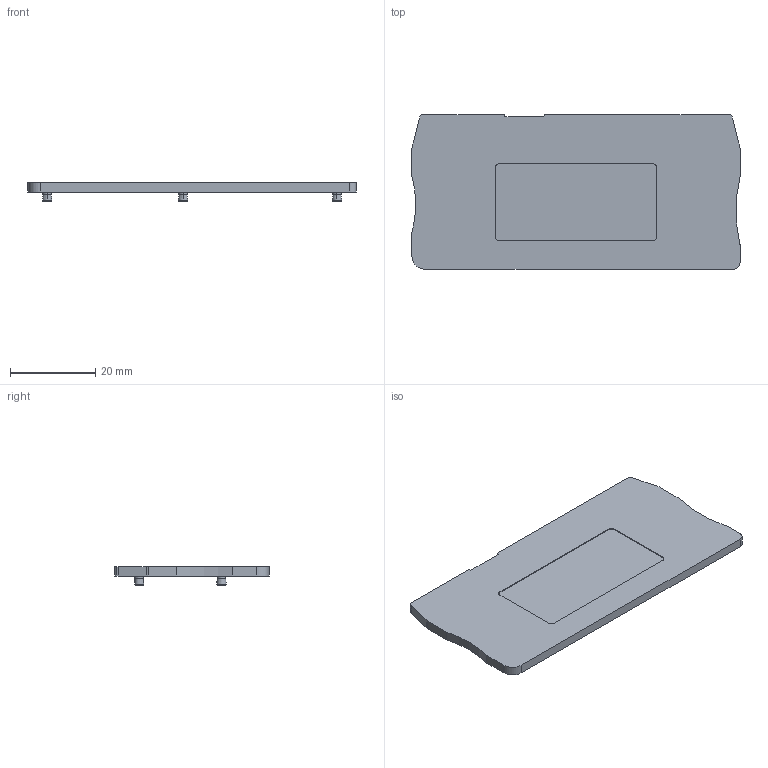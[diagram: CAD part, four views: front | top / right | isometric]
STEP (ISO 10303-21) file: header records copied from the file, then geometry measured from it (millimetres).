
FILE_DESCRIPTION((''),'2;1');
FILE_NAME('8YB750285','2024-03-11T',('Administrator'),(''),'PRO/ENGINEER BY PARAMETRIC TECHNOLOGY CORPORATION, 2013230','PRO/ENGINEER BY PARAMETRIC TECHNOLOGY CORPORATION, 2013230','');
FILE_SCHEMA(('CONFIG_CONTROL_DESIGN'));
Length unit declared in the file: millimetre
Products named in the file (1): 8YB750285
Bounding box: 77 x 36.2 x 4.4 mm (x, y, z)
Volume: 5927.4 mm3; surface area: 6045 mm2
Topology: 1 solids, 1 shells, 55 faces, 135 edges, 86 vertices
Faces by surface type: plane 26, cylinder 17, cone 6, torus 6
Entity records: 1681 total; most frequent: DIRECTION 297, CARTESIAN_POINT 276, ORIENTED_EDGE 270, EDGE_CURVE 135, AXIS2_PLACEMENT_3D 107, VERTEX_POINT 86, VECTOR 83, LINE 83
